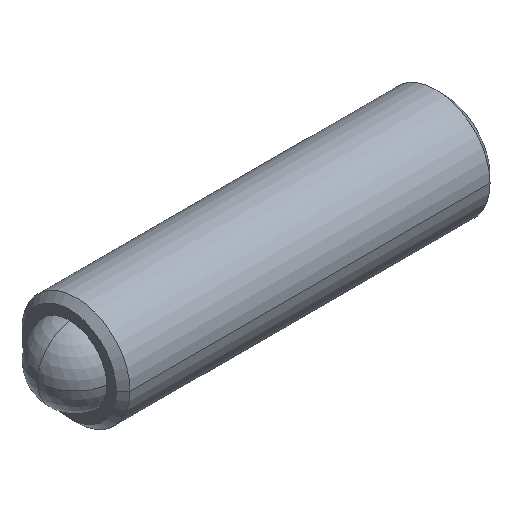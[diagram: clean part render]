
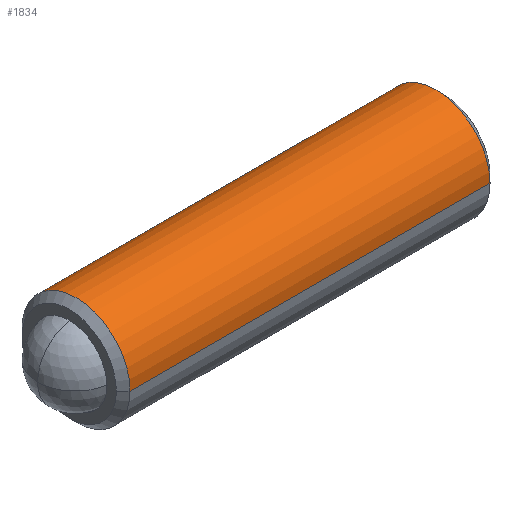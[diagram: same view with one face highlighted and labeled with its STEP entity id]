
A CAD part, isometric view. The second image highlights one B-rep face of the part: STEP entity #1834.
In plain terms, the highlighted cylindrical face has radius 2 mm (diameter 4 mm), a partial arc.
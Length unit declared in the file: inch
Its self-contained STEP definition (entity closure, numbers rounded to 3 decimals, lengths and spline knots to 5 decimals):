
#44 = DIRECTION ( 'NONE',  ( -1., 0., 0. ) ) ;
#102 = EDGE_CURVE ( 'NONE', #592, #1997, #781, .T. ) ;
#219 = VERTEX_POINT ( 'NONE', #732 ) ;
#256 = EDGE_CURVE ( 'NONE', #768, #592, #1078, .T. ) ;
#294 = ORIENTED_EDGE ( 'NONE', *, *, #1103, .F. ) ;
#385 = CARTESIAN_POINT ( 'NONE',  ( -0.76144, 0.21718, 0.15479 ) ) ;
#397 = ORIENTED_EDGE ( 'NONE', *, *, #256, .T. ) ;
#553 = FACE_OUTER_BOUND ( 'NONE', #2027, .T. ) ;
#584 = AXIS2_PLACEMENT_3D ( 'NONE', #1499, #44, #1011 ) ;
#592 = VERTEX_POINT ( 'NONE', #2024 ) ;
#732 = CARTESIAN_POINT ( 'NONE',  ( -0.31292, 0.13844, 0.15479 ) ) ;
#763 = AXIS2_PLACEMENT_3D ( 'NONE', #385, #843, #1982 ) ;
#768 = VERTEX_POINT ( 'NONE', #1069 ) ;
#781 = CIRCLE ( 'NONE', #1670, 0.07874 ) ;
#843 = DIRECTION ( 'NONE',  ( -1., 0., 0. ) ) ;
#973 = CARTESIAN_POINT ( 'NONE',  ( -0.76144, 0.13844, 0.15479 ) ) ;
#1011 = DIRECTION ( 'NONE',  ( 0., -1., 0. ) ) ;
#1069 = CARTESIAN_POINT ( 'NONE',  ( -0.31292, 0.29592, 0.15479 ) ) ;
#1078 = LINE ( 'NONE', #1319, #1418 ) ;
#1103 = EDGE_CURVE ( 'NONE', #219, #1997, #1677, .T. ) ;
#1195 = CIRCLE ( 'NONE', #584, 0.07874 ) ;
#1319 = CARTESIAN_POINT ( 'NONE',  ( -0.76144, 0.29592, 0.15479 ) ) ;
#1323 = DIRECTION ( 'NONE',  ( -1., 0., 0. ) ) ;
#1418 = VECTOR ( 'NONE', #1460, 39.37008 ) ;
#1436 = ORIENTED_EDGE ( 'NONE', *, *, #102, .T. ) ;
#1460 = DIRECTION ( 'NONE',  ( -1., 0., 0. ) ) ;
#1499 = CARTESIAN_POINT ( 'NONE',  ( -0.31292, 0.21718, 0.15479 ) ) ;
#1587 = DIRECTION ( 'NONE',  ( 1., 0., 0. ) ) ;
#1613 = EDGE_CURVE ( 'NONE', #219, #768, #1195, .T. ) ;
#1670 = AXIS2_PLACEMENT_3D ( 'NONE', #1908, #1587, #1798 ) ;
#1677 = LINE ( 'NONE', #973, #1977 ) ;
#1798 = DIRECTION ( 'NONE',  ( 0., 1., 0. ) ) ;
#1834 = ADVANCED_FACE ( 'NONE', ( #553 ), #1948, .T. ) ;
#1908 = CARTESIAN_POINT ( 'NONE',  ( -0.83747, 0.21718, 0.15479 ) ) ;
#1948 = CYLINDRICAL_SURFACE ( 'NONE', #763, 0.07874 ) ;
#1975 = CARTESIAN_POINT ( 'NONE',  ( -0.83747, 0.13844, 0.15479 ) ) ;
#1977 = VECTOR ( 'NONE', #1323, 39.37008 ) ;
#1982 = DIRECTION ( 'NONE',  ( 0., -1., 0. ) ) ;
#1997 = VERTEX_POINT ( 'NONE', #1975 ) ;
#2024 = CARTESIAN_POINT ( 'NONE',  ( -0.83747, 0.29592, 0.15479 ) ) ;
#2027 = EDGE_LOOP ( 'NONE', ( #2093, #397, #1436, #294 ) ) ;
#2093 = ORIENTED_EDGE ( 'NONE', *, *, #1613, .T. ) ;
